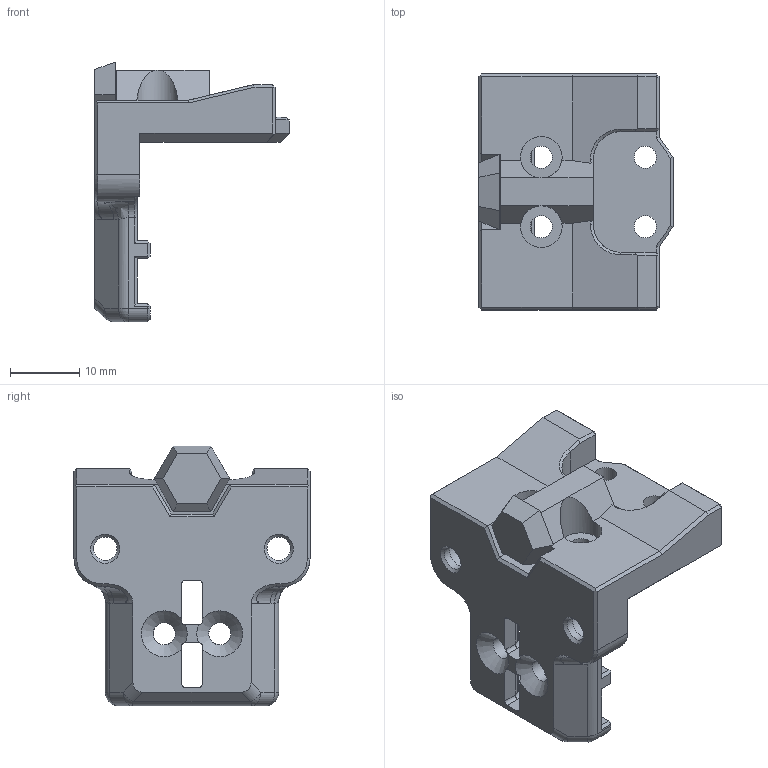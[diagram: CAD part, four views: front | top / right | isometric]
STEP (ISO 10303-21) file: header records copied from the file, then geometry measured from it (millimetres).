
FILE_DESCRIPTION(/* description */ (''),/* implementation_level */ '2;1');
FILE_NAME(/* name */ 'X Carriage.step',/* time_stamp */ '2023-02-19T11:09:52Z',/* author */ (''),/* organization */ (''),/* preprocessor_version */ 'ST-DEVELOPER v19.2',/* originating_system */ 'Autodesk Translation Framework v11.17.0.187',/* authorisation */ '');
FILE_SCHEMA (('AUTOMOTIVE_DESIGN { 1 0 10303 214 3 1 1 }'));
Length unit declared in the file: millimetre
Products named in the file (1): X Carriage
Bounding box: 28 x 34 x 37.45 mm (x, y, z)
Volume: 8298.8 mm3; surface area: 5529.5 mm2
Topology: 2 solids, 6 shells, 284 faces, 746 edges, 467 vertices
Faces by surface type: plane 197, cylinder 50, cone 17, bspline 8, torus 8, sphere 4
Full cylindrical faces by diameter (mm): 3.2 x6, 3.4 x3, 4.7 x4, 6 x2
Entity records: 9249 total; most frequent: CARTESIAN_POINT 2183, ORIENTED_EDGE 1484, DIRECTION 1427, EDGE_CURVE 742, LINE 551, VECTOR 551, VERTEX_POINT 467, AXIS2_PLACEMENT_3D 438
